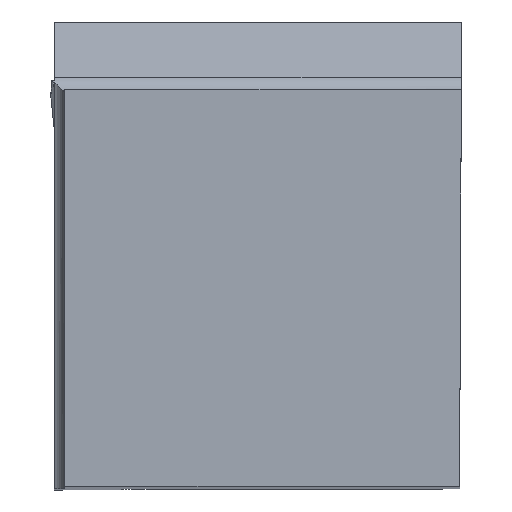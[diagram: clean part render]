
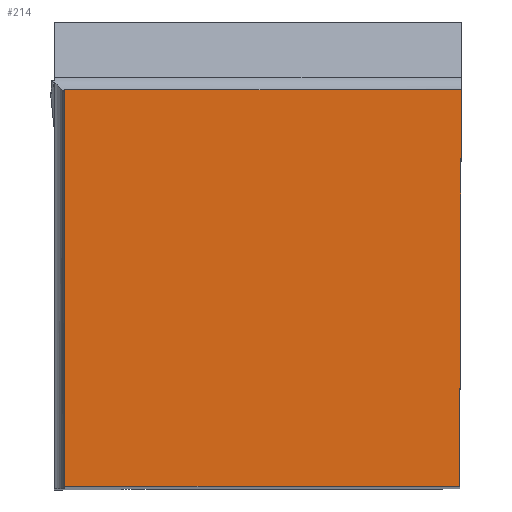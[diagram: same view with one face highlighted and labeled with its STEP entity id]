
A CAD part, top view. The second image highlights one B-rep face of the part: STEP entity #214.
In plain terms, the highlighted planar face has unit normal (0, 0, 1).
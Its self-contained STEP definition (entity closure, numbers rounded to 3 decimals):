
#214=ADVANCED_FACE('CU_BACK_SU1',(#324),#286,.F.);
#286=PLANE('',#1549);
#324=FACE_OUTER_BOUND('',#396,.T.);
#396=EDGE_LOOP('',(#471,#472,#473,#474));
#471=ORIENTED_EDGE('',*,*,#1006,.T.);
#472=ORIENTED_EDGE('',*,*,#1007,.T.);
#473=ORIENTED_EDGE('',*,*,#1008,.T.);
#474=ORIENTED_EDGE('',*,*,#1009,.F.);
#873=VERTEX_POINT('',#2056);
#874=VERTEX_POINT('',#2057);
#875=VERTEX_POINT('',#2059);
#876=VERTEX_POINT('',#2061);
#1006=EDGE_CURVE('',#873,#874,#1207,.T.);
#1007=EDGE_CURVE('',#874,#875,#1208,.T.);
#1008=EDGE_CURVE('',#875,#876,#1209,.T.);
#1009=EDGE_CURVE('',#873,#876,#1210,.T.);
#1207=LINE('',#2055,#1334);
#1208=LINE('',#2058,#1335);
#1209=LINE('',#2060,#1336);
#1210=LINE('',#2062,#1337);
#1334=VECTOR('',#1678,1.);
#1335=VECTOR('',#1679,1.);
#1336=VECTOR('',#1680,1.);
#1337=VECTOR('',#1681,1.);
#1549=AXIS2_PLACEMENT_3D('',#2063,#1682,#1683);
#1678=DIRECTION('',(1.,0.,0.));
#1679=DIRECTION('',(0.004,1.,0.));
#1680=DIRECTION('',(-1.,0.,0.));
#1681=DIRECTION('',(0.,1.,0.));
#1682=DIRECTION('',(0.,0.,-1.));
#1683=DIRECTION('',(-1.,0.,0.));
#2055=CARTESIAN_POINT('',(23.593,0.,0.));
#2056=CARTESIAN_POINT('',(-31.85,0.,0.));
#2057=CARTESIAN_POINT('',(-0.139,0.,0.));
#2058=CARTESIAN_POINT('',(0.088,51.953,0.));
#2059=CARTESIAN_POINT('',(0.,31.85,0.));
#2060=CARTESIAN_POINT('',(23.593,31.85,0.));
#2061=CARTESIAN_POINT('',(-31.85,31.85,0.));
#2062=CARTESIAN_POINT('',(-31.85,51.85,0.));
#2063=CARTESIAN_POINT('',(23.593,51.85,0.));
